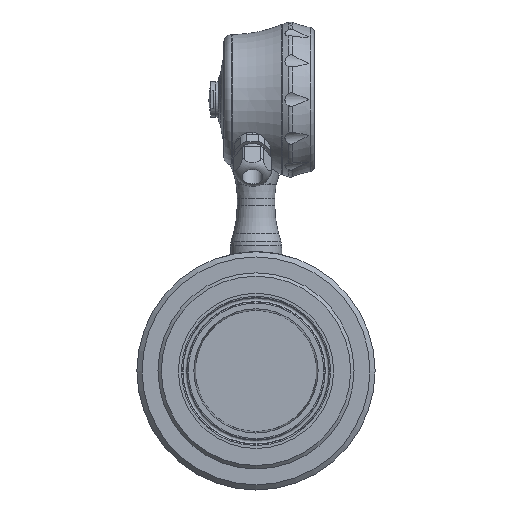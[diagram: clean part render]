
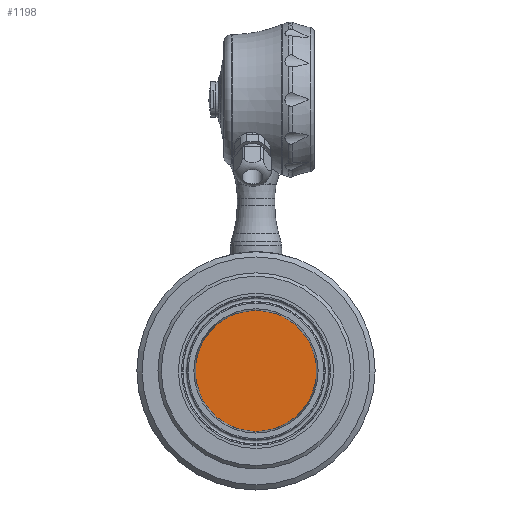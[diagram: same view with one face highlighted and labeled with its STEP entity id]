
A CAD part, front view. The second image highlights one B-rep face of the part: STEP entity #1198.
In plain terms, the highlighted planar face has unit normal (0, -1, 0).
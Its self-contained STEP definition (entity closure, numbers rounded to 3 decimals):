
#1198 = ADVANCED_FACE( '', ( #2667 ), #2668, .T. );
#2667 = FACE_OUTER_BOUND( '', #4874, .T. );
#2668 = PLANE( '', #4875 );
#4874 = EDGE_LOOP( '', ( #8761 ) );
#4875 = AXIS2_PLACEMENT_3D( '', #8762, #8763, #8764 );
#8761 = ORIENTED_EDGE( '', *, *, #11537, .F. );
#8762 = CARTESIAN_POINT( '', ( 0., -49.8, -35.597 ) );
#8763 = DIRECTION( '', ( 0., -1., 0. ) );
#8764 = DIRECTION( '', ( 0., 0., 1. ) );
#11537 = EDGE_CURVE( '', #14016, #14016, #14017, .T. );
#14016 = VERTEX_POINT( '', #19048 );
#14017 = CIRCLE( '', #19049, 35.597 );
#19048 = CARTESIAN_POINT( '', ( 0., -49.8, -35.597 ) );
#19049 = AXIS2_PLACEMENT_3D( '', #22992, #22993, #22994 );
#22992 = CARTESIAN_POINT( '', ( 0., -49.8, 0. ) );
#22993 = DIRECTION( '', ( 0., 1., 0. ) );
#22994 = DIRECTION( '', ( 0., 0., -1. ) );
